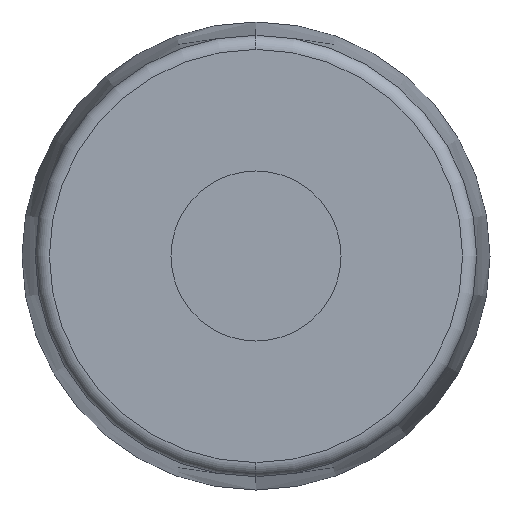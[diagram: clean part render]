
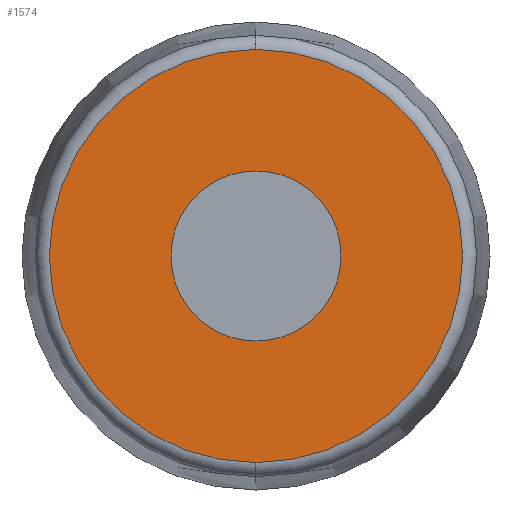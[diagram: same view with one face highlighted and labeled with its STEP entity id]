
A CAD part, left-side view. The second image highlights one B-rep face of the part: STEP entity #1574.
In plain terms, the highlighted planar face has unit normal (-1, 0, 0).
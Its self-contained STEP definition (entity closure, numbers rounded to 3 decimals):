
#66 = CARTESIAN_POINT ( 'NONE',  ( 0., 0., 0. ) ) ;
#72 = DIRECTION ( 'NONE',  ( 0., 0., -1. ) ) ;
#88 = FACE_BOUND ( 'NONE', #607, .T. ) ;
#95 = CARTESIAN_POINT ( 'NONE',  ( 0., 0., 6. ) ) ;
#143 = CARTESIAN_POINT ( 'NONE',  ( 0., 0., 14.564 ) ) ;
#147 = FACE_OUTER_BOUND ( 'NONE', #1352, .T. ) ;
#211 = CIRCLE ( 'NONE', #647, 14.564 ) ;
#222 = ORIENTED_EDGE ( 'NONE', *, *, #736, .T. ) ;
#247 = VERTEX_POINT ( 'NONE', #143 ) ;
#266 = ORIENTED_EDGE ( 'NONE', *, *, #1044, .F. ) ;
#297 = CARTESIAN_POINT ( 'NONE',  ( 0., 0., 0. ) ) ;
#383 = CARTESIAN_POINT ( 'NONE',  ( 0., 0., 0. ) ) ;
#411 = ORIENTED_EDGE ( 'NONE', *, *, #1412, .F. ) ;
#419 = CIRCLE ( 'NONE', #604, 6. ) ;
#513 = AXIS2_PLACEMENT_3D ( 'NONE', #383, #1346, #1111 ) ;
#530 = CARTESIAN_POINT ( 'NONE',  ( 0., 6., 0. ) ) ;
#535 = EDGE_CURVE ( 'NONE', #746, #247, #211, .T. ) ;
#604 = AXIS2_PLACEMENT_3D ( 'NONE', #1602, #1744, #1078 ) ;
#605 = AXIS2_PLACEMENT_3D ( 'NONE', #66, #753, #72 ) ;
#607 = EDGE_LOOP ( 'NONE', ( #411, #266 ) ) ;
#637 = CARTESIAN_POINT ( 'NONE',  ( 0., 0., -6. ) ) ;
#647 = AXIS2_PLACEMENT_3D ( 'NONE', #297, #1518, #1363 ) ;
#674 = DIRECTION ( 'NONE',  ( 0., 0., -1. ) ) ;
#736 = EDGE_CURVE ( 'NONE', #247, #746, #1670, .T. ) ;
#746 = VERTEX_POINT ( 'NONE', #1285 ) ;
#753 = DIRECTION ( 'NONE',  ( -1., 0., 0. ) ) ;
#872 = VERTEX_POINT ( 'NONE', #95 ) ;
#914 = VERTEX_POINT ( 'NONE', #637 ) ;
#1044 = EDGE_CURVE ( 'NONE', #914, #872, #1628, .T. ) ;
#1078 = DIRECTION ( 'NONE',  ( 0., 0., 1. ) ) ;
#1111 = DIRECTION ( 'NONE',  ( 0., 0., 1. ) ) ;
#1221 = PLANE ( 'NONE',  #1687 ) ;
#1285 = CARTESIAN_POINT ( 'NONE',  ( 0., 0., -14.564 ) ) ;
#1346 = DIRECTION ( 'NONE',  ( -1., 0., 0. ) ) ;
#1350 = DIRECTION ( 'NONE',  ( 1., 0., 0. ) ) ;
#1352 = EDGE_LOOP ( 'NONE', ( #1711, #222 ) ) ;
#1363 = DIRECTION ( 'NONE',  ( 0., 0., -1. ) ) ;
#1412 = EDGE_CURVE ( 'NONE', #872, #914, #419, .T. ) ;
#1518 = DIRECTION ( 'NONE',  ( -1., 0., 0. ) ) ;
#1574 = ADVANCED_FACE ( 'NONE', ( #147, #88 ), #1221, .F. ) ;
#1602 = CARTESIAN_POINT ( 'NONE',  ( 0., 0., 0. ) ) ;
#1628 = CIRCLE ( 'NONE', #513, 6. ) ;
#1670 = CIRCLE ( 'NONE', #605, 14.564 ) ;
#1687 = AXIS2_PLACEMENT_3D ( 'NONE', #530, #1350, #674 ) ;
#1711 = ORIENTED_EDGE ( 'NONE', *, *, #535, .T. ) ;
#1744 = DIRECTION ( 'NONE',  ( -1., 0., 0. ) ) ;
